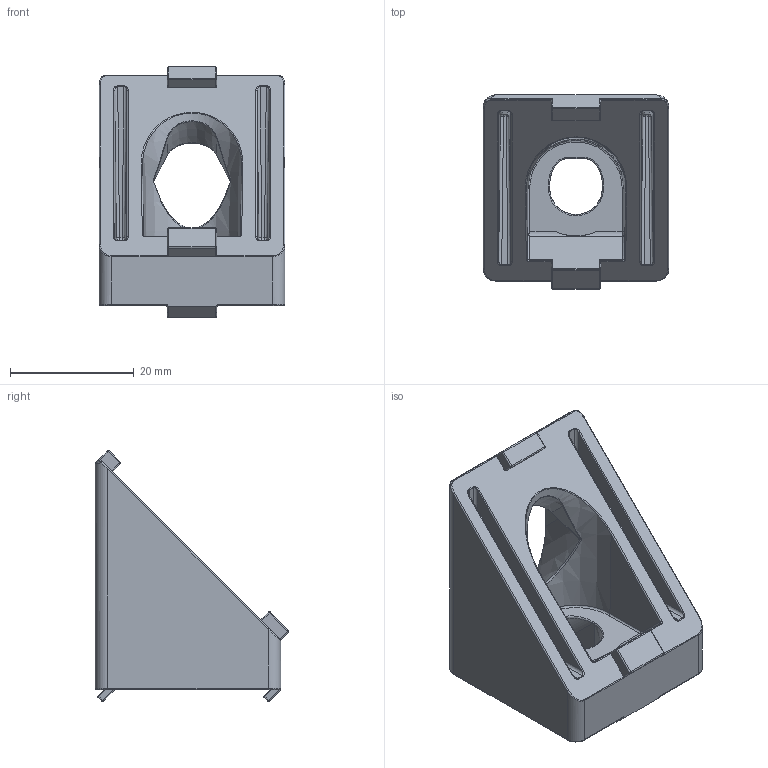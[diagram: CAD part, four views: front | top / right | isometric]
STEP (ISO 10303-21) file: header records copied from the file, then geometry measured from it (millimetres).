
FILE_DESCRIPTION (( 'STEP AP214' ), '1' );
FILE_NAME ('6128456', '2019-01-28T16:39:04', ( '' ), ('JUGARD+KÜNSTNER GmbH'), 'SwSTEP 2.0', 'SolidWorks 2017', '' );
FILE_SCHEMA (( 'AUTOMOTIVE_DESIGN' ));
Length unit declared in the file: millimetre
Products named in the file (1): 6128456
Bounding box: 30 x 31.31 x 40.54 mm (x, y, z)
Volume: 12617.9 mm3; surface area: 7418.9 mm2
Topology: 1 solids, 1 shells, 277 faces, 631 edges, 357 vertices
Faces by surface type: cylinder 121, bspline 97, plane 55, cone 4
Entity records: 9765 total; most frequent: CARTESIAN_POINT 4159, ORIENTED_EDGE 1254, DIRECTION 1049, EDGE_CURVE 627, AXIS2_PLACEMENT_3D 390, VERTEX_POINT 357, EDGE_LOOP 286, FACE_OUTER_BOUND 277
